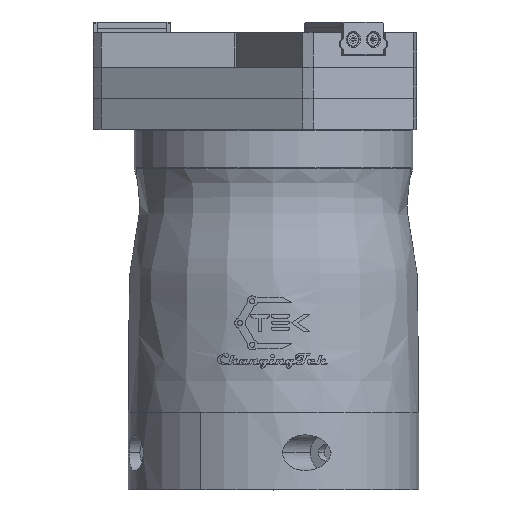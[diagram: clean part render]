
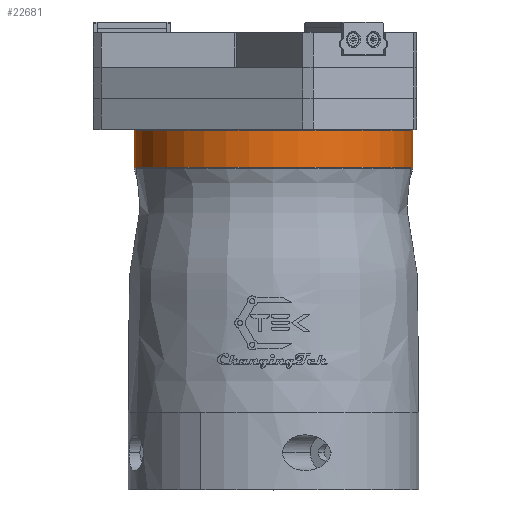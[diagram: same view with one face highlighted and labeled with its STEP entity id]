
A CAD part, top view. The second image highlights one B-rep face of the part: STEP entity #22681.
In plain terms, the highlighted cylindrical face has radius 36 mm (diameter 72 mm), a partial arc.
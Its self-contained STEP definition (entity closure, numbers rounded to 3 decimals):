
#32 = AXIS2_PLACEMENT_3D ( 'NONE', #14540, #33451, #17253 ) ;
#401 = AXIS2_PLACEMENT_3D ( 'NONE', #32291, #12945, #18474 ) ;
#926 = ORIENTED_EDGE ( 'NONE', *, *, #30520, .F. ) ;
#6087 = DIRECTION ( 'NONE',  ( 0., 1., 0. ) ) ;
#7202 = CARTESIAN_POINT ( 'NONE',  ( 36., -96., 0. ) ) ;
#9888 = VERTEX_POINT ( 'NONE', #20309 ) ;
#12945 = DIRECTION ( 'NONE',  ( 0., -1., 0. ) ) ;
#14204 = EDGE_CURVE ( 'NONE', #9888, #22031, #16699, .T. ) ;
#14540 = CARTESIAN_POINT ( 'NONE',  ( 0., -8.2, 0. ) ) ;
#15147 = DIRECTION ( 'NONE',  ( 0., -1., 0. ) ) ;
#16699 = LINE ( 'NONE', #24040, #27301 ) ;
#17253 = DIRECTION ( 'NONE',  ( 1., 0., 0. ) ) ;
#17278 = LINE ( 'NONE', #7202, #22379 ) ;
#17434 = DIRECTION ( 'NONE',  ( 1., 0., 0. ) ) ;
#17914 = CYLINDRICAL_SURFACE ( 'NONE', #401, 36. ) ;
#18345 = AXIS2_PLACEMENT_3D ( 'NONE', #19694, #6087, #17434 ) ;
#18474 = DIRECTION ( 'NONE',  ( -1., 0., 0. ) ) ;
#19694 = CARTESIAN_POINT ( 'NONE',  ( 0., -17.832, 0. ) ) ;
#20309 = CARTESIAN_POINT ( 'NONE',  ( -36., -8.2, 0. ) ) ;
#21317 = VERTEX_POINT ( 'NONE', #21353 ) ;
#21353 = CARTESIAN_POINT ( 'NONE',  ( 36., -8.2, 0. ) ) ;
#22031 = VERTEX_POINT ( 'NONE', #28607 ) ;
#22377 = CIRCLE ( 'NONE', #18345, 36. ) ;
#22379 = VECTOR ( 'NONE', #15147, 1000. ) ;
#22681 = ADVANCED_FACE ( 'NONE', ( #28510 ), #17914, .T. ) ;
#23634 = CARTESIAN_POINT ( 'NONE',  ( 36., -17.832, 0. ) ) ;
#24040 = CARTESIAN_POINT ( 'NONE',  ( -36., -96., 0. ) ) ;
#24086 = CIRCLE ( 'NONE', #32, 36. ) ;
#25001 = ORIENTED_EDGE ( 'NONE', *, *, #26607, .T. ) ;
#25521 = VERTEX_POINT ( 'NONE', #23634 ) ;
#26193 = EDGE_CURVE ( 'NONE', #21317, #9888, #24086, .T. ) ;
#26607 = EDGE_CURVE ( 'NONE', #22031, #25521, #22377, .T. ) ;
#27301 = VECTOR ( 'NONE', #31965, 1000. ) ;
#27891 = EDGE_LOOP ( 'NONE', ( #926, #29417, #34007, #25001 ) ) ;
#28510 = FACE_OUTER_BOUND ( 'NONE', #27891, .T. ) ;
#28607 = CARTESIAN_POINT ( 'NONE',  ( -36., -17.832, 0. ) ) ;
#29417 = ORIENTED_EDGE ( 'NONE', *, *, #26193, .T. ) ;
#30520 = EDGE_CURVE ( 'NONE', #21317, #25521, #17278, .T. ) ;
#31965 = DIRECTION ( 'NONE',  ( 0., -1., 0. ) ) ;
#32291 = CARTESIAN_POINT ( 'NONE',  ( 0., -96., 0. ) ) ;
#33451 = DIRECTION ( 'NONE',  ( 0., -1., 0. ) ) ;
#34007 = ORIENTED_EDGE ( 'NONE', *, *, #14204, .T. ) ;
